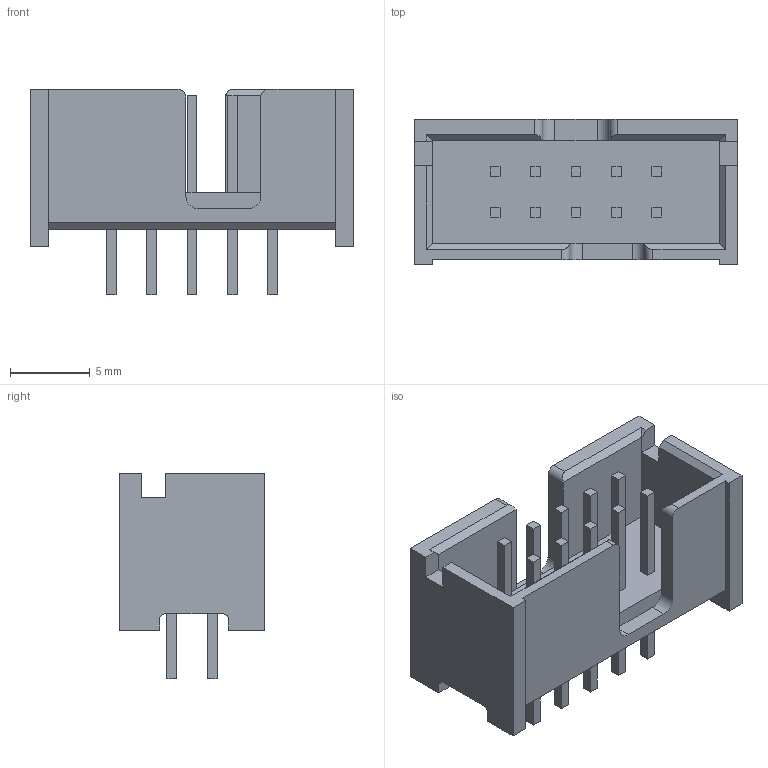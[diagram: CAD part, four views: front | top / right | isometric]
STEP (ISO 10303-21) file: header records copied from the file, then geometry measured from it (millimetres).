
FILE_DESCRIPTION((''),'2;1');
FILE_NAME('C-5103308-1','2012-03-09T',('workeradm'),('Tyco Electronics Ltd.'),'PRO/ENGINEER BY PARAMETRIC TECHNOLOGY CORPORATION, 2010430','PRO/ENGINEER BY PARAMETRIC TECHNOLOGY CORPORATION, 2010430','');
FILE_SCHEMA(('AUTOMOTIVE_DESIGN { 1 0 10303 214 1 1 1 1 }'));
Length unit declared in the file: millimetre
Products named in the file (1): C-5103308-1
Bounding box: 20.32 x 9.14 x 12.9 mm (x, y, z)
Volume: 794.1 mm3; surface area: 1386.3 mm2
Topology: 1 solids, 1 shells, 168 faces, 430 edges, 284 vertices
Faces by surface type: plane 156, cylinder 12
Entity records: 5271 total; most frequent: CARTESIAN_POINT 898, ORIENTED_EDGE 860, DIRECTION 786, EDGE_CURVE 430, VECTOR 402, LINE 402, VERTEX_POINT 284, AXIS2_PLACEMENT_3D 192
